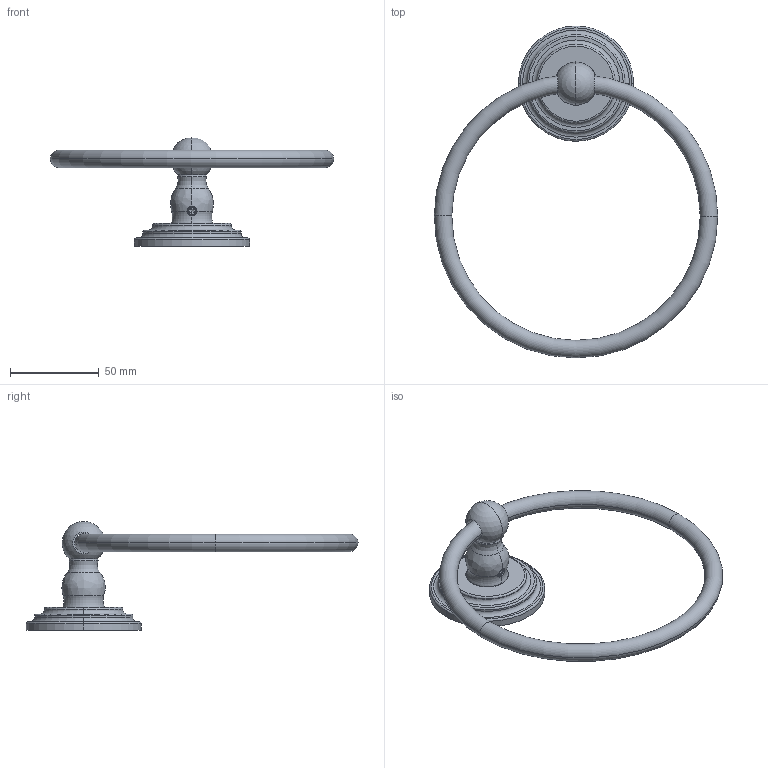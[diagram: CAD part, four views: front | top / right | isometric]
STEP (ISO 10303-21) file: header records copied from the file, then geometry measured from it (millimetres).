
FILE_DESCRIPTION((''),'2;1');
FILE_NAME('890-1410_ASM','2019-11-11T09:07:15',('rsmith'),(''),'CREO PARAMETRIC BY PTC INC, 2018400','CREO PARAMETRIC BY PTC INC, 2018400','');
FILE_SCHEMA(('CONFIG_CONTROL_DESIGN'));
Length unit declared in the file: inch
Products named in the file (8): 11XXD; 1100C; 40752; 92308; 40467; 40755; 92527; 890-1410_ASM
Assembly tree (7 placements, depth 2):
  890-1410_ASM
    11XXD
    1100C
    40752
    92308
    40467
    40755
    92527
Bounding box: 160.02 x 187.41 x 61.52 mm (x, y, z)
Volume: 42353.4 mm3; surface area: 70121.5 mm2
Topology: 7 solids, 13 shells, 418 faces, 1044 edges, 663 vertices
Faces by surface type: cylinder 156, plane 138, torus 46, cone 39, bspline 33, sphere 6
Entity records: 25525 total; most frequent: CARTESIAN_POINT 15750, ORIENTED_EDGE 2038, DIRECTION 1886, EDGE_CURVE 1032, AXIS2_PLACEMENT_3D 728, VERTEX_POINT 663, EDGE_LOOP 467, VECTOR 430
